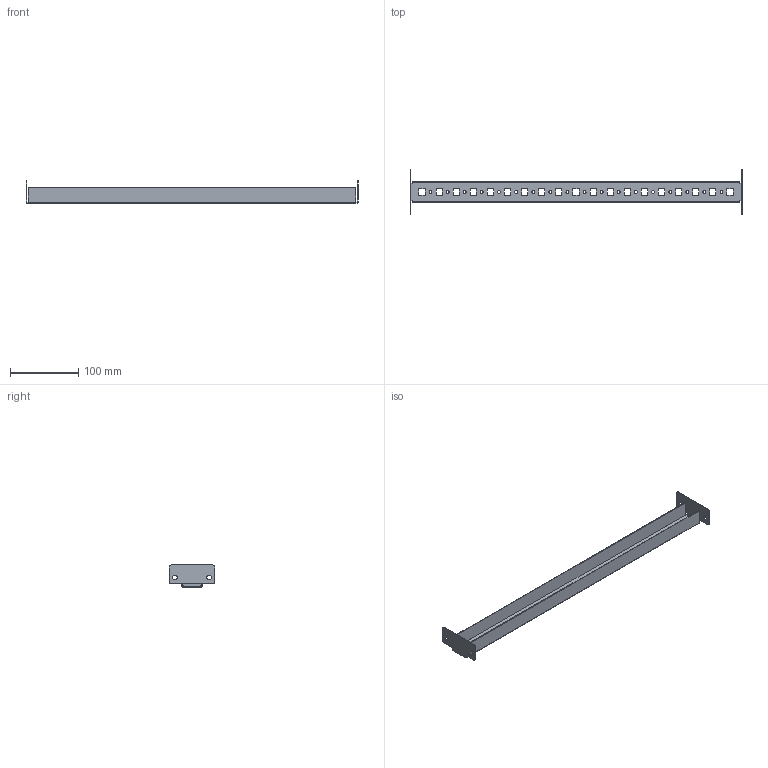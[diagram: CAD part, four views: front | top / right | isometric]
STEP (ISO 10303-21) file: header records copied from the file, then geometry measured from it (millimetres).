
FILE_DESCRIPTION (( 'STEP AP203' ), '1' );
FILE_NAME ('AC00C439.step', '2011-01-20T13:30:26', ( 'User' ), ( 'DKC' ), 'SwSTEP 2.0', 'SolidWorks 2010', '' );
FILE_SCHEMA (( 'CONFIG_CONTROL_DESIGN' ));
Length unit declared in the file: millimetre
Products named in the file (1): AC00C439
Bounding box: 485 x 66 x 32.4 mm (x, y, z)
Volume: 43769.9 mm3; surface area: 75775.6 mm2
Topology: 1 solids, 1 shells, 182 faces, 508 edges, 328 vertices
Faces by surface type: plane 122, cylinder 60
Entity records: 6037 total; most frequent: CARTESIAN_POINT 1019, ORIENTED_EDGE 1016, DIRECTION 994, EDGE_CURVE 508, LINE 388, VECTOR 388, VERTEX_POINT 328, AXIS2_PLACEMENT_3D 303
